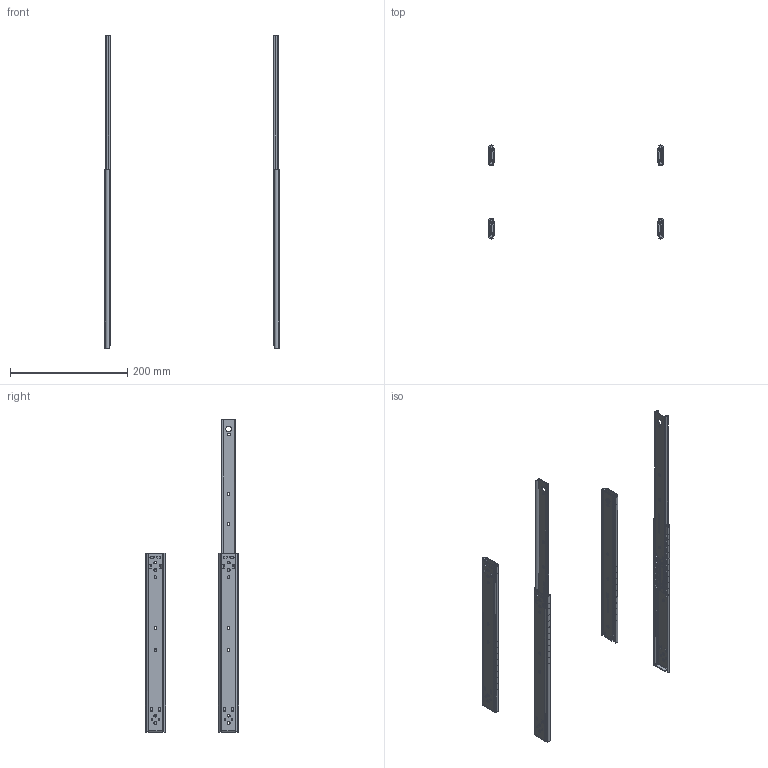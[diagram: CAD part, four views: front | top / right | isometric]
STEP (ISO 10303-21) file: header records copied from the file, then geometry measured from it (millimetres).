
FILE_DESCRIPTION (( 'STEP AP214' ), '1' );
FILE_NAME ('04411-Drawer Slides Pair Stainless Steel 305mm 49kg Load.STEP', '2018-11-01T19:52:16', ( '' ), ( '' ), 'SwSTEP 2.0', 'SolidWorks 2018', '' );
FILE_SCHEMA (( 'AUTOMOTIVE_DESIGN' ));
Length unit declared in the file: millimetre
Products named in the file (4): 4411 - Inner; 4411 - Bearing Rack; 04411-Drawer Slides Pair Stainless Steel 305mm 49kg Load; 4411 - Outer
Assembly tree (12 placements, depth 2):
  04411-Drawer Slides Pair Stainless Steel 305mm 49kg Load
    4411 - Outer  x4
    4411 - Inner  x4
    4411 - Bearing Rack  x4
Bounding box: 300 x 159.97 x 533 mm (x, y, z)
Volume: 165970.5 mm3; surface area: 255170.1 mm2
Topology: 96 solids, 96 shells, 3652 faces, 10404 edges, 6808 vertices
Faces by surface type: plane 1956, cylinder 1216, bspline 320, sphere 160
Entity records: 34696 total; most frequent: CARTESIAN_POINT 10607, ORIENTED_EDGE 5002, DIRECTION 4575, EDGE_CURVE 2501, LINE 1683, VECTOR 1683, VERTEX_POINT 1642, AXIS2_PLACEMENT_3D 1446
